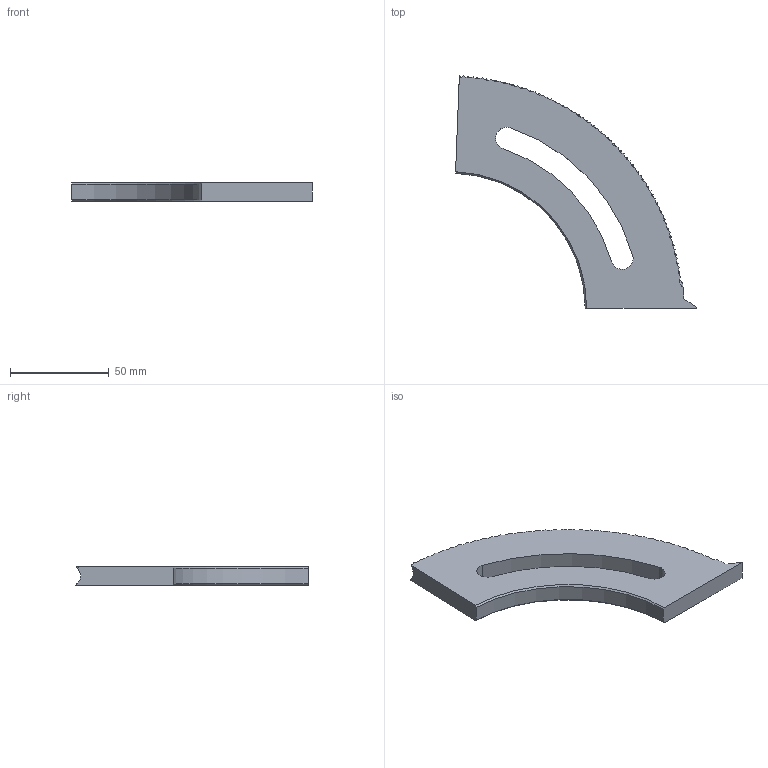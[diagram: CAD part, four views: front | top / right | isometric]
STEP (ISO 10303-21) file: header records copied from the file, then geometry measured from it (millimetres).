
FILE_DESCRIPTION (( 'STEP AP203' ), '1' );
FILE_NAME ('M3927-S.STEP', '2022-04-20T20:34:46', ( '' ), ( '' ), 'SwSTEP 2.0', 'SolidWorks 2020', '' );
FILE_SCHEMA (( 'CONFIG_CONTROL_DESIGN' ));
Length unit declared in the file: inch
Products named in the file (1): M3927-S
Bounding box: 121.84 x 117.5 x 9.49 mm (x, y, z)
Volume: 53759.4 mm3; surface area: 17551.1 mm2
Topology: 1 solids, 1 shells, 91 faces, 267 edges, 178 vertices
Faces by surface type: sphere 74, cylinder 7, plane 6, torus 2, cone 2
Entity records: 4355 total; most frequent: CARTESIAN_POINT 1831, DIRECTION 544, ORIENTED_EDGE 534, EDGE_CURVE 267, AXIS2_PLACEMENT_3D 261, VERTEX_POINT 178, CIRCLE 169, EDGE_LOOP 93
